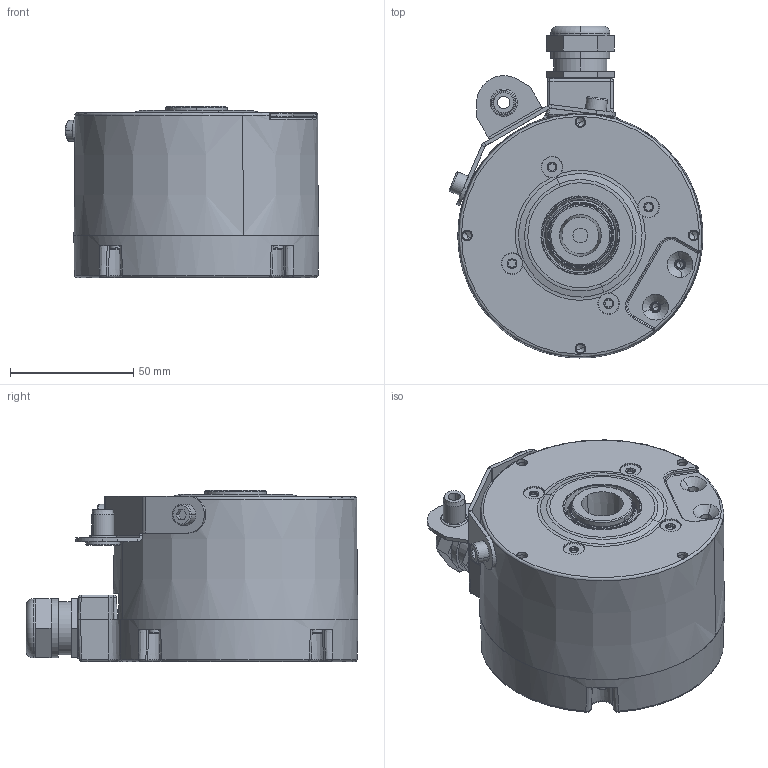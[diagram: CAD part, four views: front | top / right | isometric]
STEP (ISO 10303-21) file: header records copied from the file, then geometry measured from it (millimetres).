
FILE_DESCRIPTION((''),'2;1');
FILE_NAME('807159-01','2013-08-06T',('se2562'),(''),'PRO/ENGINEER BY PARAMETRIC TECHNOLOGY CORPORATION, 2011410','PRO/ENGINEER BY PARAMETRIC TECHNOLOGY CORPORATION, 2011410','');
FILE_SCHEMA(('CONFIG_CONTROL_DESIGN'));
Length unit declared in the file: millimetre
Products named in the file (1): 807159-01
Bounding box: 103.03 x 134.84 x 69.5 mm (x, y, z)
Volume: 256002.3 mm3; surface area: 112236.1 mm2
Topology: 20 solids, 36 shells, 1140 faces, 2623 edges, 1493 vertices
Faces by surface type: cylinder 302, cone 248, plane 231, torus 157, bspline 108, sphere 94
Entity records: 39378 total; most frequent: CARTESIAN_POINT 14643, DIRECTION 5457, ORIENTED_EDGE 4938, EDGE_CURVE 2469, AXIS2_PLACEMENT_3D 2340, VERTEX_POINT 1493, CIRCLE 1308, EDGE_LOOP 1250
